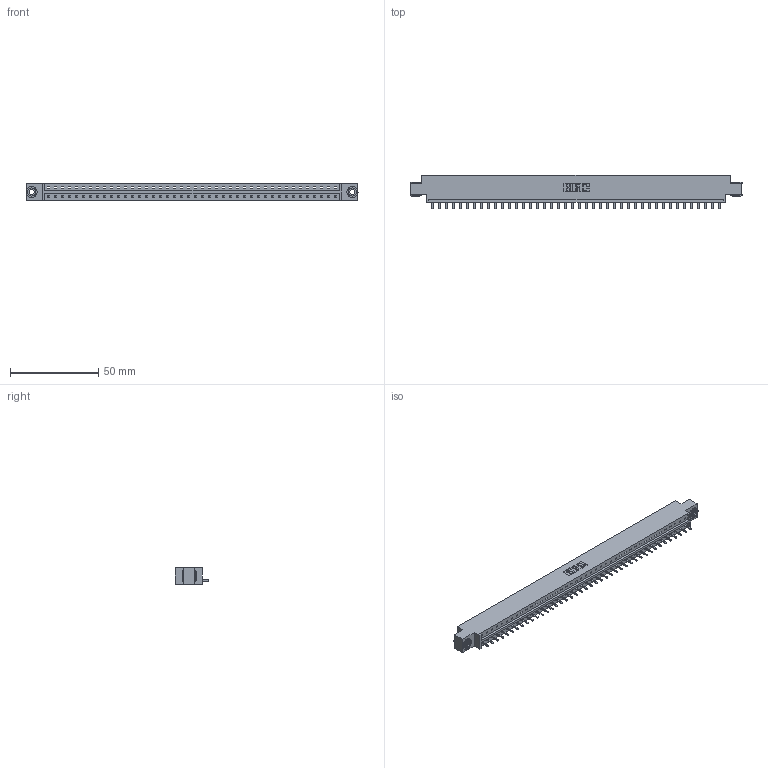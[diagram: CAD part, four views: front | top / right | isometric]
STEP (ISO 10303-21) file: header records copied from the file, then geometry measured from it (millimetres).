
FILE_DESCRIPTION (( 'STEP AP203' ), '1' );
FILE_NAME ('333-042-521-603.STEP', '2018-08-03T18:27:20', ( '' ), ( '' ), 'SwSTEP 2.0', 'SolidWorks 2016', '' );
FILE_SCHEMA (( 'CONFIG_CONTROL_DESIGN' ));
Length unit declared in the file: inch
Products named in the file (4): 345-292-001_345-293-121; 345-250-002_345-250-002-102; 333-042-521-603; 333 Part_Offset - .156 Dia - TH
Assembly tree (45 placements, depth 2):
  333-042-521-603
    333 Part_Offset - .156 Dia - TH
    345-292-001_345-293-121  x42
    345-250-002_345-250-002-102  x2
Bounding box: 187.96 x 19.06 x 9.4 mm (x, y, z)
Volume: 18586.2 mm3; surface area: 20040 mm2
Topology: 45 solids, 45 shells, 2592 faces, 7791 edges, 5134 vertices
Faces by surface type: plane 1848, cylinder 736, cone 8
Entity records: 26476 total; most frequent: CARTESIAN_POINT 4547, ORIENTED_EDGE 4518, DIRECTION 3869, EDGE_CURVE 2259, VECTOR 2107, LINE 2107, VERTEX_POINT 1502, AXIS2_PLACEMENT_3D 881
